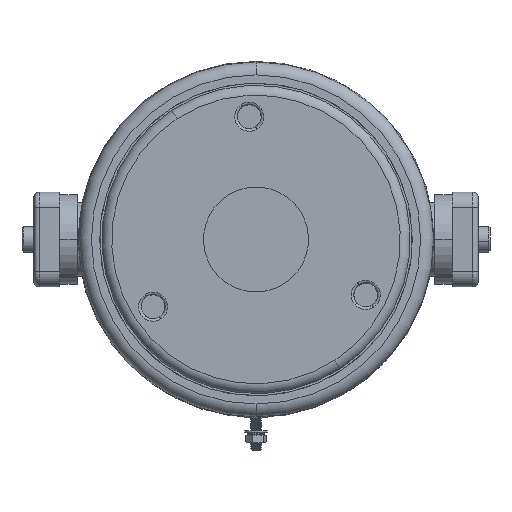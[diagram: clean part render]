
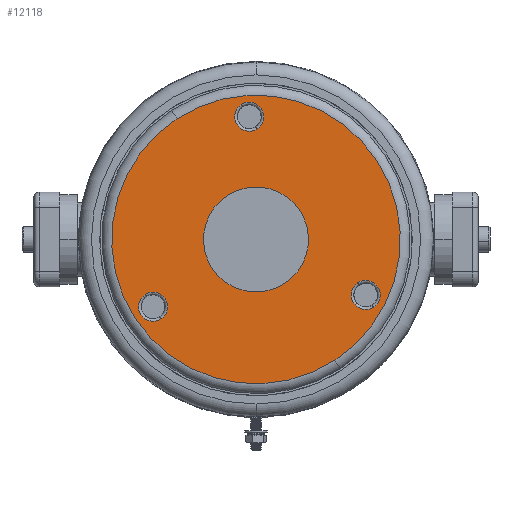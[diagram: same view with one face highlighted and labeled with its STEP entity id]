
A CAD part, front view. The second image highlights one B-rep face of the part: STEP entity #12118.
In plain terms, the highlighted face is planar.
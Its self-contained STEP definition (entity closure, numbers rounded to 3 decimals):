
#237 = AXIS2_PLACEMENT_3D ( 'NONE', #7514, #3821, #7757 ) ;
#1159 = EDGE_CURVE ( 'NONE', #39761, #8597, #30075, .T. ) ;
#1470 = FACE_BOUND ( 'NONE', #26891, .T. ) ;
#2278 = EDGE_LOOP ( 'NONE', ( #27067, #11792 ) ) ;
#2549 = DIRECTION ( 'NONE',  ( 0., -1., 0. ) ) ;
#2631 = DIRECTION ( 'NONE',  ( 0., -1., 0. ) ) ;
#3210 = CIRCLE ( 'NONE', #237, 5.676 ) ;
#3779 = CARTESIAN_POINT ( 'NONE',  ( -24., 33.13, 47.245 ) ) ;
#3821 = DIRECTION ( 'NONE',  ( 0., -1., 0. ) ) ;
#4210 = EDGE_CURVE ( 'NONE', #31549, #45199, #18341, .T. ) ;
#5387 = FACE_BOUND ( 'NONE', #35575, .T. ) ;
#6017 = AXIS2_PLACEMENT_3D ( 'NONE', #19897, #16438, #38121 ) ;
#6153 = AXIS2_PLACEMENT_3D ( 'NONE', #44498, #8512, #30689 ) ;
#6184 = AXIS2_PLACEMENT_3D ( 'NONE', #11851, #28483, #18783 ) ;
#6738 = EDGE_CURVE ( 'NONE', #8597, #39761, #25205, .T. ) ;
#7312 = EDGE_CURVE ( 'NONE', #11502, #38281, #42160, .T. ) ;
#7514 = CARTESIAN_POINT ( 'NONE',  ( 48., 33.13, 0. ) ) ;
#7757 = DIRECTION ( 'NONE',  ( 0., 0., 1. ) ) ;
#8383 = DIRECTION ( 'NONE',  ( 0., 0., 1. ) ) ;
#8415 = FACE_BOUND ( 'NONE', #2278, .T. ) ;
#8512 = DIRECTION ( 'NONE',  ( 0., -1., 0. ) ) ;
#8597 = VERTEX_POINT ( 'NONE', #42530 ) ;
#9112 = CARTESIAN_POINT ( 'NONE',  ( 0., 33.13, -20.5 ) ) ;
#9170 = DIRECTION ( 'NONE',  ( 0., 0., 1. ) ) ;
#9399 = CARTESIAN_POINT ( 'NONE',  ( -24., 33.13, 41.569 ) ) ;
#9998 = VERTEX_POINT ( 'NONE', #30669 ) ;
#10577 = EDGE_CURVE ( 'NONE', #45199, #31549, #14898, .T. ) ;
#10682 = CARTESIAN_POINT ( 'NONE',  ( 48., 33.13, 5.676 ) ) ;
#10733 = CARTESIAN_POINT ( 'NONE',  ( 48., 33.13, 0. ) ) ;
#11394 = AXIS2_PLACEMENT_3D ( 'NONE', #34221, #2549, #16654 ) ;
#11502 = VERTEX_POINT ( 'NONE', #9112 ) ;
#11720 = ORIENTED_EDGE ( 'NONE', *, *, #29225, .T. ) ;
#11792 = ORIENTED_EDGE ( 'NONE', *, *, #41272, .T. ) ;
#11851 = CARTESIAN_POINT ( 'NONE',  ( -24., 33.13, -41.569 ) ) ;
#12118 = ADVANCED_FACE ( 'NONE', ( #5387, #33821, #8415, #1470, #22505 ), #16030, .T. ) ;
#14840 = ORIENTED_EDGE ( 'NONE', *, *, #35949, .T. ) ;
#14863 = CARTESIAN_POINT ( 'NONE',  ( -24., 33.13, 35.893 ) ) ;
#14898 = CIRCLE ( 'NONE', #23005, 5.676 ) ;
#15569 = DIRECTION ( 'NONE',  ( 0., 0., 1. ) ) ;
#16030 = PLANE ( 'NONE',  #45169 ) ;
#16438 = DIRECTION ( 'NONE',  ( 0., -1., 0. ) ) ;
#16654 = DIRECTION ( 'NONE',  ( 0., 0., -1. ) ) ;
#16797 = EDGE_LOOP ( 'NONE', ( #21762, #38463 ) ) ;
#16895 = AXIS2_PLACEMENT_3D ( 'NONE', #32182, #31958, #8383 ) ;
#16956 = CARTESIAN_POINT ( 'NONE',  ( -24., 33.13, -35.893 ) ) ;
#17407 = DIRECTION ( 'NONE',  ( 0., 0., -1. ) ) ;
#18341 = CIRCLE ( 'NONE', #16895, 5.676 ) ;
#18783 = DIRECTION ( 'NONE',  ( 0., 0., 1. ) ) ;
#19897 = CARTESIAN_POINT ( 'NONE',  ( 0., 33.13, 0. ) ) ;
#21369 = DIRECTION ( 'NONE',  ( 0., 0., 1. ) ) ;
#21762 = ORIENTED_EDGE ( 'NONE', *, *, #6738, .F. ) ;
#22275 = DIRECTION ( 'NONE',  ( 0., 1., 0. ) ) ;
#22505 = FACE_OUTER_BOUND ( 'NONE', #16797, .T. ) ;
#22671 = AXIS2_PLACEMENT_3D ( 'NONE', #34307, #2631, #17407 ) ;
#23005 = AXIS2_PLACEMENT_3D ( 'NONE', #9399, #23479, #9170 ) ;
#23479 = DIRECTION ( 'NONE',  ( 0., -1., 0. ) ) ;
#23806 = ORIENTED_EDGE ( 'NONE', *, *, #42832, .T. ) ;
#25205 = CIRCLE ( 'NONE', #6017, 56.337 ) ;
#25434 = CARTESIAN_POINT ( 'NONE',  ( 0., 33.13, 20.5 ) ) ;
#26891 = EDGE_LOOP ( 'NONE', ( #41890, #23806 ) ) ;
#27067 = ORIENTED_EDGE ( 'NONE', *, *, #35071, .T. ) ;
#28483 = DIRECTION ( 'NONE',  ( 0., -1., 0. ) ) ;
#28881 = CIRCLE ( 'NONE', #34793, 5.676 ) ;
#29225 = EDGE_CURVE ( 'NONE', #30426, #9998, #28881, .T. ) ;
#29563 = ORIENTED_EDGE ( 'NONE', *, *, #4210, .T. ) ;
#29566 = DIRECTION ( 'NONE',  ( 0., -1., 0. ) ) ;
#30075 = CIRCLE ( 'NONE', #22671, 56.337 ) ;
#30087 = VERTEX_POINT ( 'NONE', #16956 ) ;
#30426 = VERTEX_POINT ( 'NONE', #10682 ) ;
#30669 = CARTESIAN_POINT ( 'NONE',  ( 48., 33.13, -5.676 ) ) ;
#30689 = DIRECTION ( 'NONE',  ( 0., 0., 1. ) ) ;
#31329 = CIRCLE ( 'NONE', #11394, 20.5 ) ;
#31549 = VERTEX_POINT ( 'NONE', #3779 ) ;
#31958 = DIRECTION ( 'NONE',  ( 0., -1., 0. ) ) ;
#32182 = CARTESIAN_POINT ( 'NONE',  ( -24., 33.13, 41.569 ) ) ;
#33821 = FACE_BOUND ( 'NONE', #41946, .T. ) ;
#34221 = CARTESIAN_POINT ( 'NONE',  ( 0., 33.13, 0. ) ) ;
#34307 = CARTESIAN_POINT ( 'NONE',  ( 0., 33.13, 0. ) ) ;
#34793 = AXIS2_PLACEMENT_3D ( 'NONE', #10733, #36387, #21369 ) ;
#35071 = EDGE_CURVE ( 'NONE', #30087, #36084, #36437, .T. ) ;
#35575 = EDGE_LOOP ( 'NONE', ( #11720, #14840 ) ) ;
#35949 = EDGE_CURVE ( 'NONE', #9998, #30426, #3210, .T. ) ;
#36084 = VERTEX_POINT ( 'NONE', #42826 ) ;
#36387 = DIRECTION ( 'NONE',  ( 0., -1., 0. ) ) ;
#36437 = CIRCLE ( 'NONE', #6153, 5.676 ) ;
#38121 = DIRECTION ( 'NONE',  ( 0., 0., -1. ) ) ;
#38281 = VERTEX_POINT ( 'NONE', #25434 ) ;
#38463 = ORIENTED_EDGE ( 'NONE', *, *, #1159, .F. ) ;
#39696 = DIRECTION ( 'NONE',  ( 0., 0., -1. ) ) ;
#39761 = VERTEX_POINT ( 'NONE', #42267 ) ;
#40721 = CARTESIAN_POINT ( 'NONE',  ( 20.5, 33.13, 0. ) ) ;
#40868 = CIRCLE ( 'NONE', #6184, 5.676 ) ;
#41272 = EDGE_CURVE ( 'NONE', #36084, #30087, #40868, .T. ) ;
#41890 = ORIENTED_EDGE ( 'NONE', *, *, #7312, .T. ) ;
#41946 = EDGE_LOOP ( 'NONE', ( #29563, #42424 ) ) ;
#42160 = CIRCLE ( 'NONE', #44378, 20.5 ) ;
#42267 = CARTESIAN_POINT ( 'NONE',  ( 0., 33.13, 56.337 ) ) ;
#42424 = ORIENTED_EDGE ( 'NONE', *, *, #10577, .T. ) ;
#42530 = CARTESIAN_POINT ( 'NONE',  ( 0., 33.13, -56.337 ) ) ;
#42826 = CARTESIAN_POINT ( 'NONE',  ( -24., 33.13, -47.245 ) ) ;
#42832 = EDGE_CURVE ( 'NONE', #38281, #11502, #31329, .T. ) ;
#43617 = CARTESIAN_POINT ( 'NONE',  ( 0., 33.13, 0. ) ) ;
#44378 = AXIS2_PLACEMENT_3D ( 'NONE', #43617, #29566, #39696 ) ;
#44498 = CARTESIAN_POINT ( 'NONE',  ( -24., 33.13, -41.569 ) ) ;
#45169 = AXIS2_PLACEMENT_3D ( 'NONE', #40721, #22275, #15569 ) ;
#45199 = VERTEX_POINT ( 'NONE', #14863 ) ;
